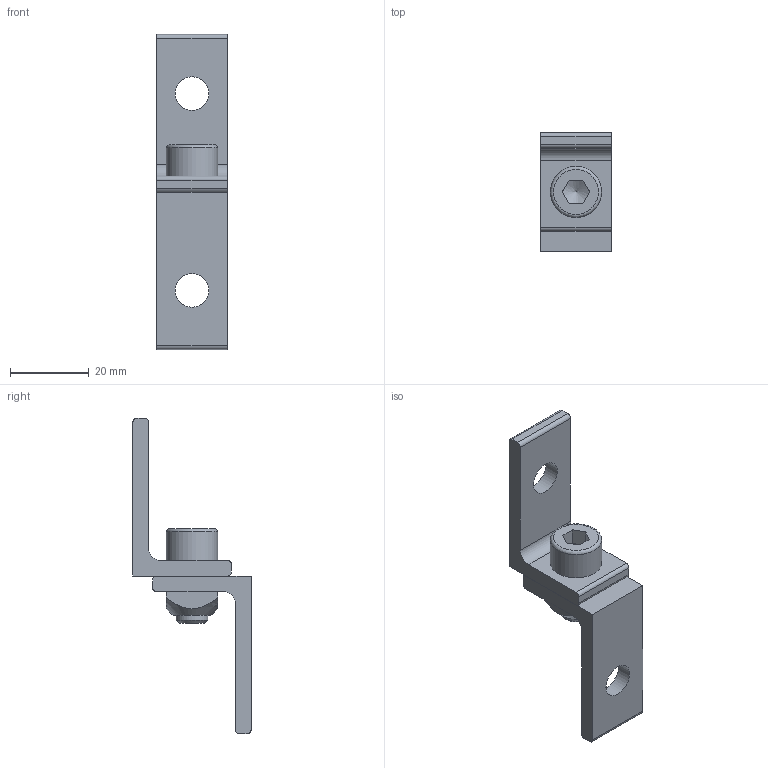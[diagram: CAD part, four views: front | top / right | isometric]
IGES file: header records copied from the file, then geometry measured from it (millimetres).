
Global section: file name: 534020.stp.ipt; native system: Autodesk Inventor 2014; preprocessor: unknown; author: zeman; date: 20151016.101849; units: millimetre
Bounding box: 18 x 30 x 80 mm (x, y, z)
Volume: 10280 mm3; surface area: 7191.5 mm2
Topology: 4 solids, 4 shells, 53 faces, 138 edges, 94 vertices
Faces by surface type: plane 31, cylinder 10, revolution 9, cone 2, bspline 1
Full cylindrical faces by diameter (mm): 8 x1, 13 x1
